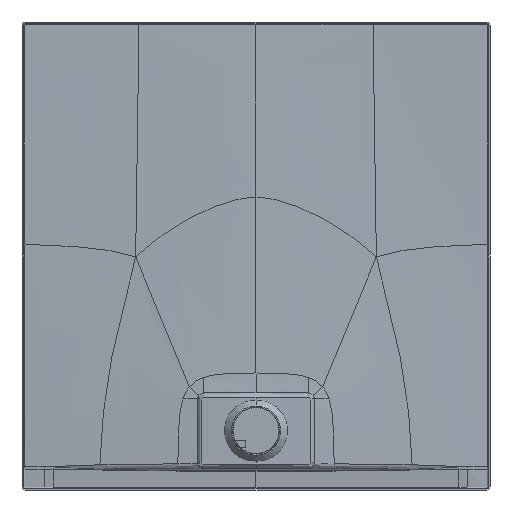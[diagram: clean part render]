
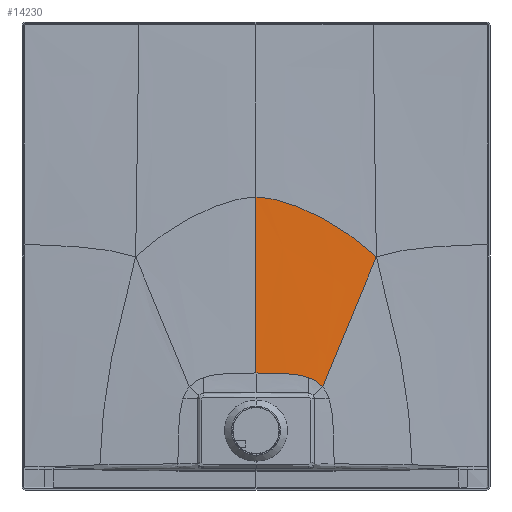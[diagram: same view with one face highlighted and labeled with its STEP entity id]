
A CAD part, front view. The second image highlights one B-rep face of the part: STEP entity #14230.
In plain terms, the highlighted free-form (B-spline) face has degree [3, 3] with [9, 8] control points.
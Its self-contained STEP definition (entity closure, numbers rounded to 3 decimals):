
#3419=CARTESIAN_POINT('',(101.034,-20.548,216.309));
#3420=CARTESIAN_POINT('',(106.85,-20.548,214.327));
#3421=CARTESIAN_POINT('',(117.119,-20.547,209.488));
#3422=CARTESIAN_POINT('',(124.987,-20.546,202.522));
#3423=CARTESIAN_POINT('',(128.398,-20.546,198.412));
#3442=CARTESIAN_POINT('',(0.,-20.549,
225.078));
#3444=CARTESIAN_POINT('',(0.,-20.549,
225.078));
#3445=CARTESIAN_POINT('',(11.658,-20.549,225.078));
#3446=CARTESIAN_POINT('',(33.167,-20.549,224.929));
#3447=CARTESIAN_POINT('',(60.433,-20.549,223.771));
#3448=CARTESIAN_POINT('',(83.122,-20.549,221.193));
#3449=CARTESIAN_POINT('',(95.478,-20.548,218.203));
#3450=CARTESIAN_POINT('',(101.034,-20.548,216.309));
#3452=CARTESIAN_POINT('',(101.034,-20.548,216.309));
#4309=CARTESIAN_POINT('',(231.405,-10.018,448.377));
#4310=CARTESIAN_POINT('',(228.013,-10.258,440.806));
#4311=CARTESIAN_POINT('',(221.396,-10.746,425.968));
#4312=CARTESIAN_POINT('',(208.947,-11.738,397.669));
#4313=CARTESIAN_POINT('',(189.406,-13.488,352.023));
#4314=CARTESIAN_POINT('',(167.836,-15.856,297.559));
#4315=CARTESIAN_POINT('',(147.289,-18.322,243.319));
#4316=CARTESIAN_POINT('',(134.655,-19.815,212.467));
#4317=CARTESIAN_POINT('',(128.398,-20.546,198.412));
#4319=DIRECTION('',(0.,-0.026,-1.));
#4320=VECTOR('',#4319,337.614);
#4321=CARTESIAN_POINT('',(0.,-11.774,
562.578));
#4322=LINE('',#4321,#4320);
#5018=CARTESIAN_POINT('',(231.405,-10.018,448.377));
#5019=CARTESIAN_POINT('',(221.382,-10.167,458.046));
#5020=CARTESIAN_POINT('',(201.259,-10.428,475.474));
#5021=CARTESIAN_POINT('',(161.254,-10.837,504.007));
#5022=CARTESIAN_POINT('',(112.303,-11.239,531.704));
#5023=CARTESIAN_POINT('',(55.308,-11.647,555.931));
#5024=CARTESIAN_POINT('',(18.271,-11.774,562.578));
#5025=CARTESIAN_POINT('',(0.,-11.774,
562.578));
#5891=VERTEX_POINT('',#3452);
#5892=VERTEX_POINT('',#3423);
#5893=VERTEX_POINT('',#3442);
#5956=VERTEX_POINT('',#4309);
#5957=CARTESIAN_POINT('',(0.,-11.774,
562.578));
#5958=VERTEX_POINT('',#5957);
#14148=CARTESIAN_POINT('',(-1.33,-20.637,
221.703));
#14149=CARTESIAN_POINT('',(16.979,-20.637,
221.708));
#14150=CARTESIAN_POINT('',(48.742,-20.636,
221.5));
#14151=CARTESIAN_POINT('',(84.767,-20.634,
218.646));
#14152=CARTESIAN_POINT('',(106.493,-20.633,
212.664));
#14153=CARTESIAN_POINT('',(120.011,-20.633,
204.645));
#14154=CARTESIAN_POINT('',(125.558,-20.633,
199.31));
#14155=CARTESIAN_POINT('',(128.101,-20.634,
196.183));
#14156=CARTESIAN_POINT('',(-1.33,-19.876,
250.952));
#14157=CARTESIAN_POINT('',(16.972,-19.876,
250.984));
#14158=CARTESIAN_POINT('',(49.146,-19.879,
249.741));
#14159=CARTESIAN_POINT('',(86.68,-19.891,
242.97));
#14160=CARTESIAN_POINT('',(110.09,-19.898,
232.827));
#14161=CARTESIAN_POINT('',(125.196,-19.891,
221.465));
#14162=CARTESIAN_POINT('',(131.649,-19.88,
214.493));
#14163=CARTESIAN_POINT('',(134.692,-19.873,
210.539));
#14164=CARTESIAN_POINT('',(-1.327,-18.384,
308.325));
#14165=CARTESIAN_POINT('',(16.914,-18.384,
308.409));
#14166=CARTESIAN_POINT('',(49.853,-18.391,
305.152));
#14167=CARTESIAN_POINT('',(90.403,-18.422,
291.031));
#14168=CARTESIAN_POINT('',(117.185,-18.44,
273.548));
#14169=CARTESIAN_POINT('',(135.447,-18.412,
256.611));
#14170=CARTESIAN_POINT('',(143.696,-18.376,
246.968));
#14171=CARTESIAN_POINT('',(147.732,-18.351,
241.66));
#14172=CARTESIAN_POINT('',(-1.311,-16.161,
393.822));
#14173=CARTESIAN_POINT('',(16.694,-16.162,
393.973));
#14174=CARTESIAN_POINT('',(50.588,-16.156,
388.13));
#14175=CARTESIAN_POINT('',(95.833,-16.15,
365.078));
#14176=CARTESIAN_POINT('',(128.258,-16.115,
339.237));
#14177=CARTESIAN_POINT('',(151.88,-16.005,
316.054));
#14178=CARTESIAN_POINT('',(163.154,-15.908,
303.299));
#14179=CARTESIAN_POINT('',(168.845,-15.845,
296.329));
#14180=CARTESIAN_POINT('',(-1.304,-14.333,
464.134));
#14181=CARTESIAN_POINT('',(16.595,-14.334,
464.315));
#14182=CARTESIAN_POINT('',(51.384,-14.292,
457.286));
#14183=CARTESIAN_POINT('',(100.953,-14.161,
430.471));
#14184=CARTESIAN_POINT('',(139.169,-13.994,
401.008));
#14185=CARTESIAN_POINT('',(168.649,-13.753,
374.145));
#14186=CARTESIAN_POINT('',(183.25,-13.577,
358.971));
#14187=CARTESIAN_POINT('',(190.731,-13.469,
350.536));
#14188=CARTESIAN_POINT('',(-1.322,-13.054,
513.353));
#14189=CARTESIAN_POINT('',(16.823,-13.056,
513.535));
#14190=CARTESIAN_POINT('',(52.71,-12.973,
506.463));
#14191=CARTESIAN_POINT('',(105.939,-12.708,
479.915));
#14192=CARTESIAN_POINT('',(149.197,-12.421,
450.502));
#14193=CARTESIAN_POINT('',(183.954,-12.082,
422.192));
#14194=CARTESIAN_POINT('',(201.517,-11.851,
405.468));
#14195=CARTESIAN_POINT('',(210.545,-11.713,
396.001));
#14196=CARTESIAN_POINT('',(-1.343,-12.303,
542.239));
#14197=CARTESIAN_POINT('',(17.084,-12.305,
542.416));
#14198=CARTESIAN_POINT('',(53.828,-12.197,
535.546));
#14199=CARTESIAN_POINT('',(109.454,-11.847,
509.988));
#14200=CARTESIAN_POINT('',(155.964,-11.49,
481.357));
#14201=CARTESIAN_POINT('',(194.102,-11.102,
452.55));
#14202=CARTESIAN_POINT('',(213.523,-10.845,
435.002));
#14203=CARTESIAN_POINT('',(223.499,-10.692,
424.967));
#14204=CARTESIAN_POINT('',(-1.358,-11.917,
557.062));
#14205=CARTESIAN_POINT('',(17.269,-11.92,
557.235));
#14206=CARTESIAN_POINT('',(54.54,-11.799,
550.544));
#14207=CARTESIAN_POINT('',(111.494,-11.403,
525.774));
#14208=CARTESIAN_POINT('',(159.77,-11.013,
497.793));
#14209=CARTESIAN_POINT('',(199.721,-10.604,
468.846));
#14210=CARTESIAN_POINT('',(220.117,-10.336,
450.908));
#14211=CARTESIAN_POINT('',(230.583,-10.178,
440.6));
#14212=CARTESIAN_POINT('',(-1.367,-11.715,
564.855));
#14213=CARTESIAN_POINT('',(17.381,-11.718,
565.024));
#14214=CARTESIAN_POINT('',(54.956,-11.589,
558.446));
#14215=CARTESIAN_POINT('',(112.636,-11.171,
534.157));
#14216=CARTESIAN_POINT('',(161.864,-10.764,
506.575));
#14217=CARTESIAN_POINT('',(202.779,-10.345,
477.58));
#14218=CARTESIAN_POINT('',(223.688,-10.073,
459.447));
#14219=CARTESIAN_POINT('',(234.408,-9.912,
449.003));
#14220=B_SPLINE_SURFACE_WITH_KNOTS('',3,3,((#14148,#14149,#14150,#14151,#14152,
#14153,#14154,#14155),(#14156,#14157,#14158,#14159,#14160,#14161,#14162,#14163),
(#14164,#14165,#14166,#14167,#14168,#14169,#14170,#14171),(#14172,#14173,#14174,
#14175,#14176,#14177,#14178,#14179),(#14180,#14181,#14182,#14183,#14184,#14185,
#14186,#14187),(#14188,#14189,#14190,#14191,#14192,#14193,#14194,#14195),
(#14196,#14197,#14198,#14199,#14200,#14201,#14202,#14203),(#14204,#14205,#14206,
#14207,#14208,#14209,#14210,#14211),(#14212,#14213,#14214,#14215,#14216,#14217,
#14218,#14219)),.UNSPECIFIED.,.F.,.F.,.F.,(4,1,1,1,1,1,4),(4,1,1,1,1,4),(
-0.005,0.125,0.25,0.375,0.438,0.469,0.503),
(-0.003,0.125,0.25,0.375,0.438,0.504),
.UNSPECIFIED.);
#14222=ORIENTED_EDGE('',*,*,#14221,.F.);
#14224=ORIENTED_EDGE('',*,*,#14223,.F.);
#14225=ORIENTED_EDGE('',*,*,#14141,.T.);
#14226=ORIENTED_EDGE('',*,*,#12392,.F.);
#14227=ORIENTED_EDGE('',*,*,#12451,.F.);
#14228=EDGE_LOOP('',(#14222,#14224,#14225,#14226,#14227));
#14229=FACE_OUTER_BOUND('',#14228,.F.);
#14230=ADVANCED_FACE('',(#14229),#14220,.F.);
#3424=B_SPLINE_CURVE_WITH_KNOTS('',3,(#3419,#3420,#3421,#3422,#3423),
.UNSPECIFIED.,.F.,.F.,(4,1,4),(0.,0.5,1.),.UNSPECIFIED.);
#3451=B_SPLINE_CURVE_WITH_KNOTS('',3,(#3444,#3445,#3446,#3447,#3448,#3449,
#3450),.UNSPECIFIED.,.F.,.F.,(4,1,1,1,4),(0.,0.25,
0.5,0.75,1.),.UNSPECIFIED.);
#4318=B_SPLINE_CURVE_WITH_KNOTS('',3,(#4309,#4310,#4311,#4312,#4313,#4314,#4315,
#4316,#4317),.UNSPECIFIED.,.F.,.F.,(4,1,1,1,1,1,4),(0.,0.063,
0.125,0.25,0.5,0.75,1.),
.UNSPECIFIED.);
#5026=B_SPLINE_CURVE_WITH_KNOTS('',3,(#5018,#5019,#5020,#5021,#5022,#5023,#5024,
#5025),.UNSPECIFIED.,.F.,.F.,(4,1,1,1,1,4),(0.,0.125,
0.25,0.5,0.75,1.),.UNSPECIFIED.);
#12392=EDGE_CURVE('',#5891,#5892,#3424,.T.);
#12451=EDGE_CURVE('',#5893,#5891,#3451,.T.);
#14141=EDGE_CURVE('',#5956,#5892,#4318,.T.);
#14221=EDGE_CURVE('',#5958,#5893,#4322,.T.);
#14223=EDGE_CURVE('',#5956,#5958,#5026,.T.);
